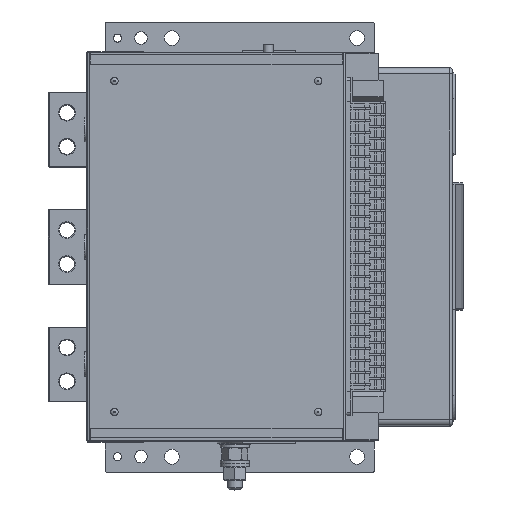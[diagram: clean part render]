
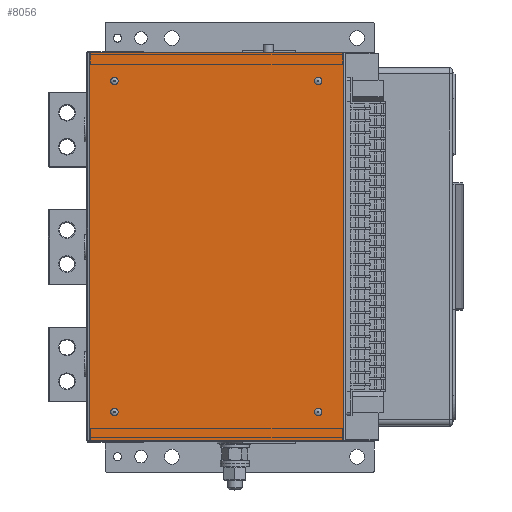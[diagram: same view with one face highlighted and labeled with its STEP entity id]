
A CAD part, top view. The second image highlights one B-rep face of the part: STEP entity #8056.
In plain terms, the highlighted planar face has unit normal (0, 0, 1).
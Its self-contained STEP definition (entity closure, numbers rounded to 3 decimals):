
#8056=ADVANCED_FACE('',(#32818),#32820,.T.);
#32818=FACE_BOUND('',#32819,.T.);
#32819=EDGE_LOOP('',(#53455,#53456,#53457,#53458));
#32820=PLANE('',#32821);
#32821=AXIS2_PLACEMENT_3D('',#32822,#32823,#32824);
#32822=CARTESIAN_POINT('',(-285.199,302.,364.));
#32823=DIRECTION('',(0.,0.,1.));
#32824=DIRECTION('',(0.,-1.,0.));
#53455=ORIENTED_EDGE('',*,*,#65733,.T.);
#53456=ORIENTED_EDGE('',*,*,#65734,.T.);
#53457=ORIENTED_EDGE('',*,*,#65659,.T.);
#53458=ORIENTED_EDGE('',*,*,#65735,.T.);
#65659=EDGE_CURVE('',#74224,#74225,#74226,.T.);
#65733=EDGE_CURVE('',#74302,#74303,#74304,.T.);
#65734=EDGE_CURVE('',#74303,#74224,#74305,.T.);
#65735=EDGE_CURVE('',#74225,#74302,#74306,.T.);
#74224=VERTEX_POINT('',#91330);
#74225=VERTEX_POINT('',#91331);
#74226=LINE('',#91332,#91333);
#74302=VERTEX_POINT('',#91560);
#74303=VERTEX_POINT('',#91561);
#74304=LINE('',#91562,#91563);
#74305=LINE('',#91565,#91566);
#74306=LINE('',#91568,#91569);
#91330=CARTESIAN_POINT('',(-167.,302.,364.));
#91331=CARTESIAN_POINT('',(-167.,-12.,364.));
#91332=CARTESIAN_POINT('',(-167.,302.,364.));
#91333=VECTOR('',#91334,1.);
#91334=DIRECTION('',(0.,-1.,0.));
#91560=CARTESIAN_POINT('',(39.,-12.,364.));
#91561=CARTESIAN_POINT('',(39.,302.,364.));
#91562=CARTESIAN_POINT('',(39.,-12.,364.));
#91563=VECTOR('',#91564,1.);
#91564=DIRECTION('',(0.,1.,0.));
#91565=CARTESIAN_POINT('',(39.,302.,364.));
#91566=VECTOR('',#91567,1.);
#91567=DIRECTION('',(-1.,0.,0.));
#91568=CARTESIAN_POINT('',(-167.,-12.,364.));
#91569=VECTOR('',#91570,1.);
#91570=DIRECTION('',(1.,0.,0.));
